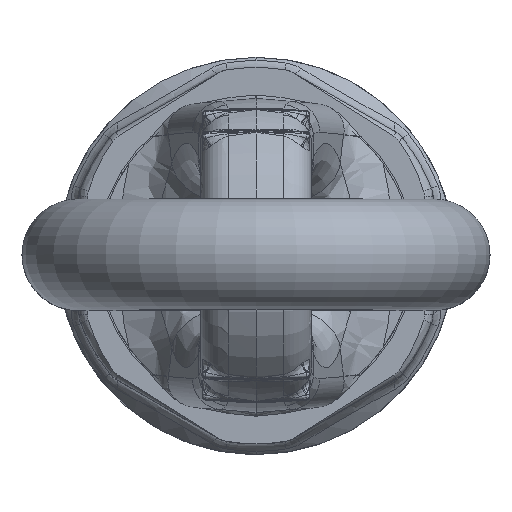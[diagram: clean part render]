
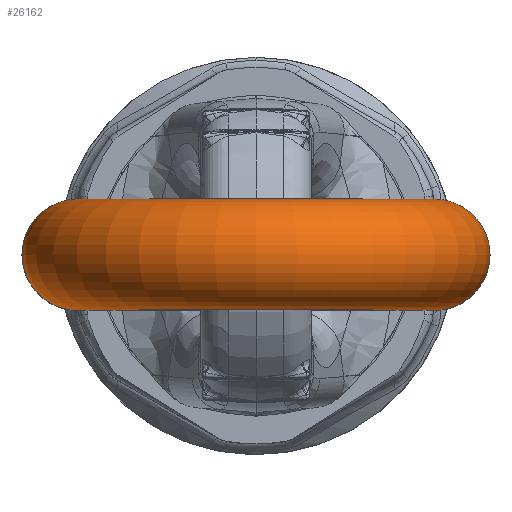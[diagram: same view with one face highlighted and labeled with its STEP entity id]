
A CAD part, top view. The second image highlights one B-rep face of the part: STEP entity #26162.
In plain terms, the highlighted toroidal (fillet/blend) face has major radius 58 mm and minor radius 18 mm.
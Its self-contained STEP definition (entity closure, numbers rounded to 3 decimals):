
#26019=CARTESIAN_POINT('Vertex',(-58.,18.,148.354)) ;
#26021=CARTESIAN_POINT('Vertex',(-58.,-18.,148.354)) ;
#26050=CARTESIAN_POINT('Axis2P3D Location',(0.,0.,148.354)) ;
#26059=CARTESIAN_POINT('Vertex',(58.,18.,148.354)) ;
#26061=CARTESIAN_POINT('Vertex',(58.,-18.,148.354)) ;
#26064=CARTESIAN_POINT('Axis2P3D Location',(0.,-18.,148.354)) ;
#26069=CARTESIAN_POINT('Axis2P3D Location',(0.,18.,148.354)) ;
#26134=CARTESIAN_POINT('Axis2P3D Location',(-58.,0.,148.354)) ;
#26151=CARTESIAN_POINT('Axis2P3D Location',(58.,0.,148.354)) ;
#26051=DIRECTION('Axis2P3D Direction',(0.,1.,0.)) ;
#26052=DIRECTION('Axis2P3D XDirection',(-1.,0.,0.)) ;
#26065=DIRECTION('Axis2P3D Direction',(0.,1.,0.)) ;
#26070=DIRECTION('Axis2P3D Direction',(0.,1.,0.)) ;
#26135=DIRECTION('Axis2P3D Direction',(0.,0.,-1.)) ;
#26152=DIRECTION('Axis2P3D Direction',(0.,0.,1.)) ;
#26053=AXIS2_PLACEMENT_3D('Torus Axis2P3D',#26050,#26051,#26052) ;
#26066=AXIS2_PLACEMENT_3D('Circle Axis2P3D',#26064,#26065,$) ;
#26071=AXIS2_PLACEMENT_3D('Circle Axis2P3D',#26069,#26070,$) ;
#26136=AXIS2_PLACEMENT_3D('Circle Axis2P3D',#26134,#26135,$) ;
#26153=AXIS2_PLACEMENT_3D('Circle Axis2P3D',#26151,#26152,$) ;
#26157=ORIENTED_EDGE('',*,*,#26155,.T.) ;
#26158=ORIENTED_EDGE('',*,*,#26073,.F.) ;
#26159=ORIENTED_EDGE('',*,*,#26138,.F.) ;
#26160=ORIENTED_EDGE('',*,*,#26068,.T.) ;
#26162=ADVANCED_FACE('\X2\710A63A574B0\X0\',(#26161),#26054,.T.) ;
#26067=CIRCLE('generated circle',#26066,58.) ;
#26072=CIRCLE('generated circle',#26071,58.) ;
#26137=CIRCLE('generated circle',#26136,18.) ;
#26154=CIRCLE('generated circle',#26153,18.) ;
#26054=TOROIDAL_SURFACE('homeo Torus',#26053,58.,18.) ;
#26068=EDGE_CURVE('',#26022,#26062,#26067,.T.) ;
#26073=EDGE_CURVE('',#26020,#26060,#26072,.T.) ;
#26138=EDGE_CURVE('',#26022,#26020,#26137,.T.) ;
#26155=EDGE_CURVE('',#26062,#26060,#26154,.T.) ;
#26156=EDGE_LOOP('',(#26157,#26158,#26159,#26160)) ;
#26161=FACE_OUTER_BOUND('',#26156,.T.) ;
#26020=VERTEX_POINT('',#26019) ;
#26022=VERTEX_POINT('',#26021) ;
#26060=VERTEX_POINT('',#26059) ;
#26062=VERTEX_POINT('',#26061) ;
